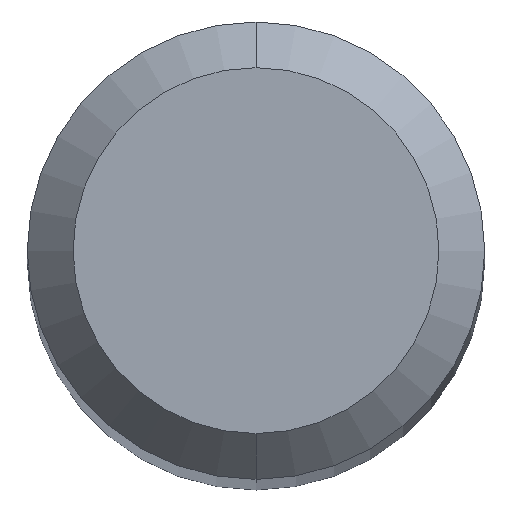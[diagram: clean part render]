
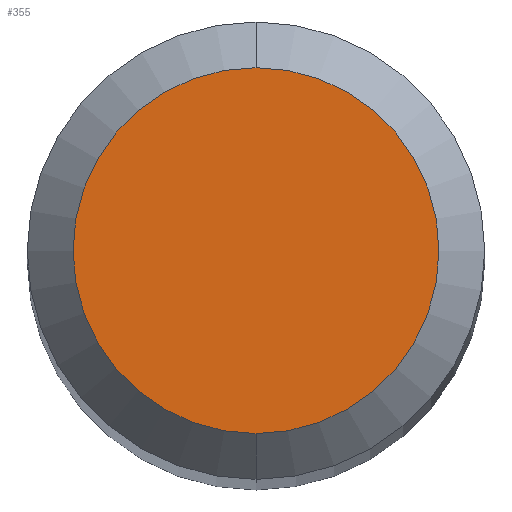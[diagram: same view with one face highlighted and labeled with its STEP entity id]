
A CAD part, top view. The second image highlights one B-rep face of the part: STEP entity #355.
In plain terms, the highlighted planar face has unit normal (0, 0, 1).
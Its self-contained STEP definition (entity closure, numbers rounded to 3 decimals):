
#355=ADVANCED_FACE('',(#1014),#1015,.T.);
#595=VERTEX_POINT('',#1279);
#645=VERTEX_POINT('',#1336);
#831=EDGE_CURVE('',#595,#645,#1537,.T.);
#847=EDGE_CURVE('',#645,#595,#1553,.T.);
#1014=FACE_OUTER_BOUND('',#1739,.T.);
#1015=PLANE('',#1740);
#1279=CARTESIAN_POINT('',(0.0,1.2,0.0));
#1336=CARTESIAN_POINT('',(0.,-1.2,0.0));
#1537=CIRCLE('',#8496,1.2);
#1553=CIRCLE('',#8567,1.2);
#1739=EDGE_LOOP('',(#9336,#9337));
#1740=AXIS2_PLACEMENT_3D('',#9338,#9339,#9340);
#8496=AXIS2_PLACEMENT_3D('',#9897,#9898,#9899);
#8567=AXIS2_PLACEMENT_3D('',#9903,#9904,#9905);
#9336=ORIENTED_EDGE('',*,*,#831,.F.);
#9337=ORIENTED_EDGE('',*,*,#847,.F.);
#9338=CARTESIAN_POINT('',(0.0,0.6,0.0));
#9339=DIRECTION('',(-0.0,0.0,1.0));
#9340=DIRECTION('',(0.0,-1.0,0.0));
#9897=CARTESIAN_POINT('',(0.0,0.0,0.0));
#9898=DIRECTION('',(0.0,0.0,-1.0));
#9899=DIRECTION('',(0.0,1.0,0.0));
#9903=CARTESIAN_POINT('',(0.0,0.0,0.0));
#9904=DIRECTION('',(0.0,0.0,-1.0));
#9905=DIRECTION('',(0.0,1.0,0.0));
